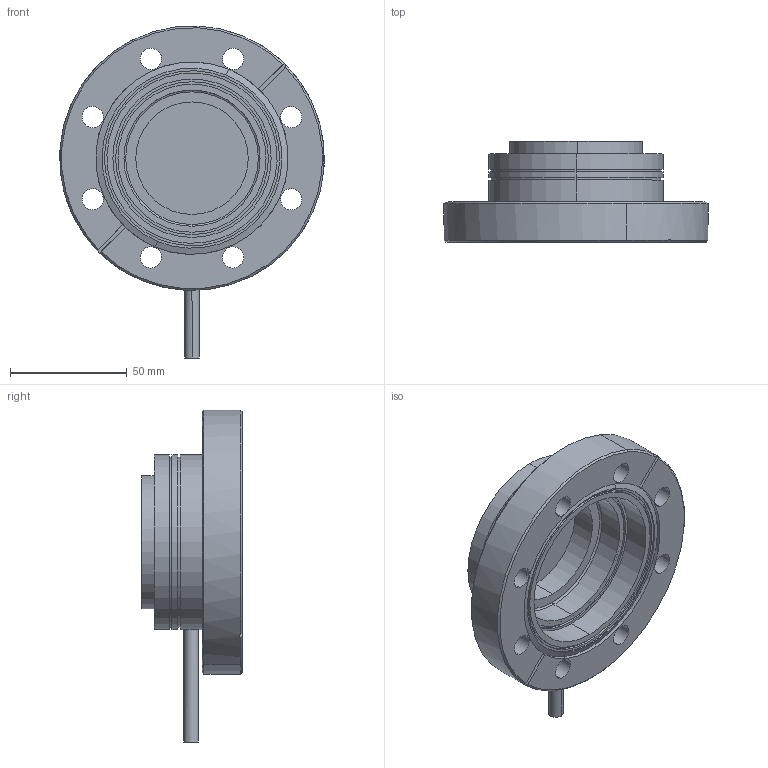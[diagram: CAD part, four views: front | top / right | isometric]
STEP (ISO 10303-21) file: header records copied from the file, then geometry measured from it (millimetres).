
FILE_DESCRIPTION (( 'STEP AP203' ), '1' );
FILE_NAME ('A4523-4-CF.STEP', '2012-10-29T13:23:15', ( '' ), ( '' ), 'SwSTEP 2.0', 'SolidWorks 2012', '' );
FILE_SCHEMA (( 'CONFIG_CONTROL_DESIGN' ));
Length unit declared in the file: inch
Products named in the file (1): A4523-4-CF
Bounding box: 113.43 x 43.21 x 142.44 mm (x, y, z)
Volume: 149407.9 mm3; surface area: 62372.6 mm2
Topology: 1 solids, 1 shells, 126 faces, 281 edges, 181 vertices
Faces by surface type: cylinder 77, plane 36, cone 9, torus 4
Entity records: 3803 total; most frequent: CARTESIAN_POINT 730, DIRECTION 698, ORIENTED_EDGE 562, AXIS2_PLACEMENT_3D 299, EDGE_CURVE 281, VERTEX_POINT 181, CIRCLE 172, EDGE_LOOP 168
